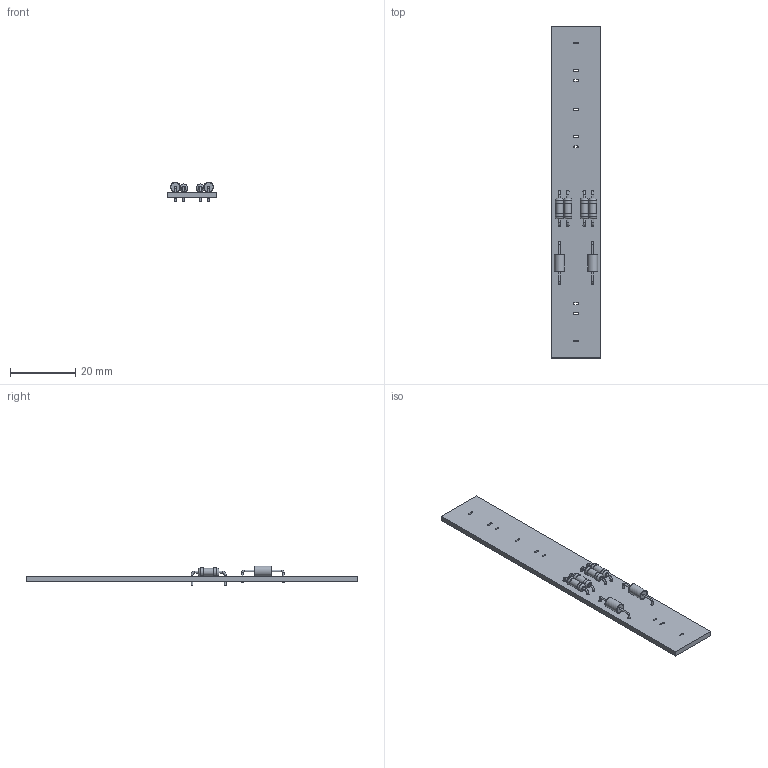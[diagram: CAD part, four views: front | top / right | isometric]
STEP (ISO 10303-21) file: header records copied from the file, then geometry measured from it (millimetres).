
FILE_DESCRIPTION(('KiCad electronic assembly'),'2;1');
FILE_NAME('LineOut.step','2018-08-08T21:51:41',('An Author'),( 'A Company'),'Open CASCADE STEP processor 6.8', 'KiCad to STEP converter','Unknown');
FILE_SCHEMA(('AUTOMOTIVE_DESIGN_CC2 { 1 2 10303 214 -1 1 5 4 }'));
Length unit declared in the file: millimetre
Products named in the file (6): Open CASCADE STEP translator 6.8 1; C_Axial_L5.1mm_D3.1mm_P12.50mm_Horizontal; SOLID; R_Axial_DIN0207_L6.3mm_D2.5mm_P10.16mm_Horizontal; COMPOUND
Assembly tree (9 placements, depth 3):
  Open CASCADE STEP translator 6.8 1
    C_Axial_L5.1mm_D3.1mm_P12.50mm_Horizontal  x2
      SOLID
    R_Axial_DIN0207_L6.3mm_D2.5mm_P10.16mm_Horizontal  x4
      SOLID
    COMPOUND
Bounding box: 15.24 x 101.6 x 6.1 mm (x, y, z)
Volume: 2655.5 mm3; surface area: 4030 mm2
Topology: 7 solids, 7 shells, 152 faces, 312 edges, 198 vertices
Faces by surface type: cylinder 72, plane 60, torus 16, revolution 4
Full cylindrical faces by diameter (mm): 0.5 x8, 0.6 x16, 0.8 x12, 2.25 x4, 2.5 x8, 2.79 x4, 3.1 x2
Entity records: 7464 total; most frequent: CARTESIAN_POINT 2810, DIRECTION 823, ORIENTED_EDGE 414, PCURVE 414, DEFINITIONAL_REPRESENTATION 414, LINE 365, VECTOR 365, EDGE_CURVE 207
